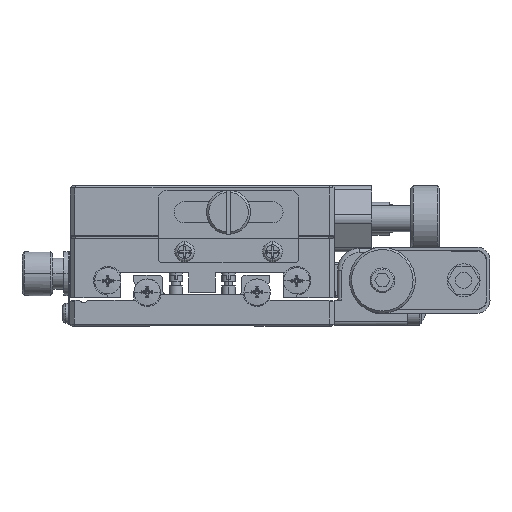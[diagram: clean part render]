
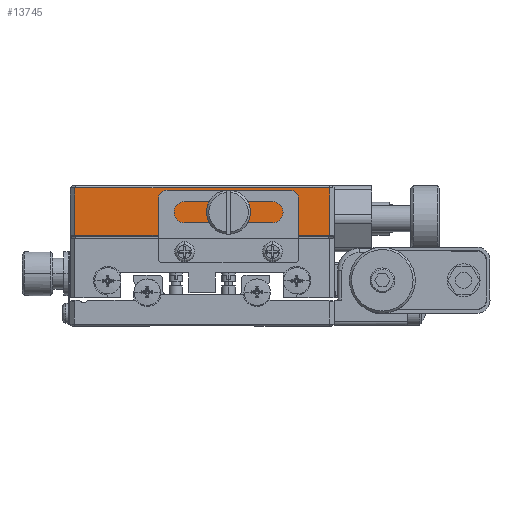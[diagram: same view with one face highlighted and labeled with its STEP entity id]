
A CAD part, left-side view. The second image highlights one B-rep face of the part: STEP entity #13745.
In plain terms, the highlighted face is planar.
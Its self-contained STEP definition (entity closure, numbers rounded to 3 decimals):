
#761 = ORIENTED_EDGE ( 'NONE', *, *, #21214, .F. ) ;
#782 = PLANE ( 'NONE',  #55605 ) ;
#1743 = ORIENTED_EDGE ( 'NONE', *, *, #18859, .T. ) ;
#1994 = VERTEX_POINT ( 'NONE', #38264 ) ;
#2686 = CARTESIAN_POINT ( 'NONE',  ( -29., 30., -11.2 ) ) ;
#2829 = CARTESIAN_POINT ( 'NONE',  ( 0., 30., -11.2 ) ) ;
#4358 = VERTEX_POINT ( 'NONE', #10996 ) ;
#4895 = VERTEX_POINT ( 'NONE', #36645 ) ;
#6215 = ORIENTED_EDGE ( 'NONE', *, *, #15906, .F. ) ;
#7996 = EDGE_LOOP ( 'NONE', ( #1743, #6215, #61663, #761 ) ) ;
#9282 = LINE ( 'NONE', #9366, #54928 ) ;
#9366 = CARTESIAN_POINT ( 'NONE',  ( 29., 30., 0. ) ) ;
#9883 = VECTOR ( 'NONE', #66513, 1000. ) ;
#10063 = ORIENTED_EDGE ( 'NONE', *, *, #49494, .F. ) ;
#10996 = CARTESIAN_POINT ( 'NONE',  ( -6., 30., -8. ) ) ;
#13745 = ADVANCED_FACE ( 'NONE', ( #41606, #42370 ), #782, .F. ) ;
#15906 = EDGE_CURVE ( 'NONE', #64229, #54477, #29395, .T. ) ;
#16249 = CARTESIAN_POINT ( 'NONE',  ( 0., 30., -0.5 ) ) ;
#17471 = DIRECTION ( 'NONE',  ( 0., -1., 0. ) ) ;
#18782 = ORIENTED_EDGE ( 'NONE', *, *, #30719, .F. ) ;
#18859 = EDGE_CURVE ( 'NONE', #55066, #54477, #33203, .T. ) ;
#19768 = DIRECTION ( 'NONE',  ( 0., 0., -1. ) ) ;
#20143 = VECTOR ( 'NONE', #29412, 1000. ) ;
#21214 = EDGE_CURVE ( 'NONE', #55066, #4895, #9282, .T. ) ;
#23393 = VECTOR ( 'NONE', #53455, 1000. ) ;
#29240 = AXIS2_PLACEMENT_3D ( 'NONE', #54776, #49540, #33787 ) ;
#29395 = LINE ( 'NONE', #35462, #9883 ) ;
#29412 = DIRECTION ( 'NONE',  ( -1., 0., 0. ) ) ;
#29806 = CIRCLE ( 'NONE', #29240, 2. ) ;
#29923 = CARTESIAN_POINT ( 'NONE',  ( 29., 30., -0.5 ) ) ;
#30719 = EDGE_CURVE ( 'NONE', #4358, #1994, #42298, .T. ) ;
#33038 = CARTESIAN_POINT ( 'NONE',  ( -6., 30., -6. ) ) ;
#33203 = LINE ( 'NONE', #16249, #23393 ) ;
#33787 = DIRECTION ( 'NONE',  ( 0., 0., -1. ) ) ;
#34862 = LINE ( 'NONE', #2829, #20143 ) ;
#35462 = CARTESIAN_POINT ( 'NONE',  ( -29., 30., 0. ) ) ;
#36645 = CARTESIAN_POINT ( 'NONE',  ( 29., 30., -11.2 ) ) ;
#36931 = DIRECTION ( 'NONE',  ( 0., 0., 1. ) ) ;
#38264 = CARTESIAN_POINT ( 'NONE',  ( -6., 30., -4. ) ) ;
#41510 = CARTESIAN_POINT ( 'NONE',  ( 0., 30., 0. ) ) ;
#41582 = EDGE_CURVE ( 'NONE', #4895, #64229, #34862, .T. ) ;
#41606 = FACE_BOUND ( 'NONE', #66257, .T. ) ;
#41866 = CARTESIAN_POINT ( 'NONE',  ( -29., 30., -0.5 ) ) ;
#42298 = CIRCLE ( 'NONE', #48098, 2. ) ;
#42370 = FACE_OUTER_BOUND ( 'NONE', #7996, .T. ) ;
#48098 = AXIS2_PLACEMENT_3D ( 'NONE', #33038, #17471, #64547 ) ;
#49494 = EDGE_CURVE ( 'NONE', #1994, #4358, #29806, .T. ) ;
#49540 = DIRECTION ( 'NONE',  ( 0., -1., 0. ) ) ;
#51811 = DIRECTION ( 'NONE',  ( 0., 1., 0. ) ) ;
#53455 = DIRECTION ( 'NONE',  ( -1., 0., 0. ) ) ;
#54477 = VERTEX_POINT ( 'NONE', #41866 ) ;
#54776 = CARTESIAN_POINT ( 'NONE',  ( -6., 30., -6. ) ) ;
#54928 = VECTOR ( 'NONE', #19768, 1000. ) ;
#55066 = VERTEX_POINT ( 'NONE', #29923 ) ;
#55605 = AXIS2_PLACEMENT_3D ( 'NONE', #41510, #51811, #36931 ) ;
#61663 = ORIENTED_EDGE ( 'NONE', *, *, #41582, .F. ) ;
#64229 = VERTEX_POINT ( 'NONE', #2686 ) ;
#64547 = DIRECTION ( 'NONE',  ( 0., 0., -1. ) ) ;
#66257 = EDGE_LOOP ( 'NONE', ( #18782, #10063 ) ) ;
#66513 = DIRECTION ( 'NONE',  ( 0., 0., 1. ) ) ;
